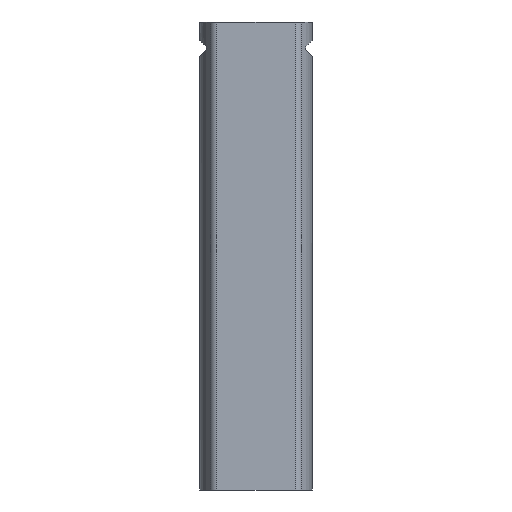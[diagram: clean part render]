
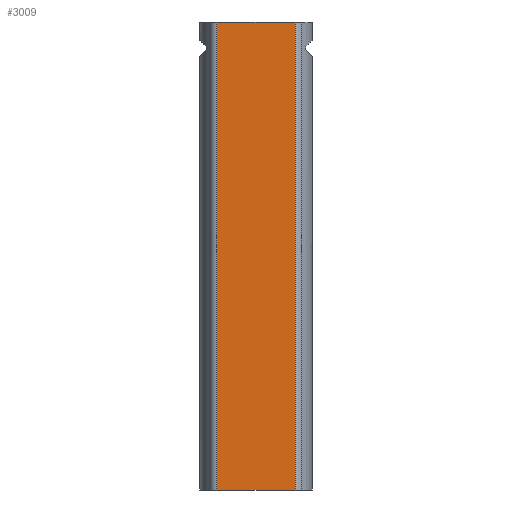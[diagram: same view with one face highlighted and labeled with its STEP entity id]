
A CAD part, left-side view. The second image highlights one B-rep face of the part: STEP entity #3009.
In plain terms, the highlighted planar face has unit normal (-1, 0, 0).
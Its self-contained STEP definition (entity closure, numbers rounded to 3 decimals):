
#335 = ORIENTED_EDGE ( 'NONE', *, *, #1136, .F. ) ;
#435 = ORIENTED_EDGE ( 'NONE', *, *, #4349, .T. ) ;
#551 = VERTEX_POINT ( 'NONE', #3910 ) ;
#562 = DIRECTION ( 'NONE',  ( 0., 0., 1. ) ) ;
#882 = CARTESIAN_POINT ( 'NONE',  ( -127.489, -35.521, 1000. ) ) ;
#1136 = EDGE_CURVE ( 'NONE', #3678, #3905, #4376, .T. ) ;
#1138 = VECTOR ( 'NONE', #2913, 1000. ) ;
#1256 = LINE ( 'NONE', #1551, #3213 ) ;
#1321 = AXIS2_PLACEMENT_3D ( 'NONE', #3177, #3158, #1457 ) ;
#1418 = PLANE ( 'NONE',  #1321 ) ;
#1457 = DIRECTION ( 'NONE',  ( 0., 1., 0. ) ) ;
#1550 = CARTESIAN_POINT ( 'NONE',  ( -127.489, -35.521, 1000. ) ) ;
#1551 = CARTESIAN_POINT ( 'NONE',  ( -127.489, 47.977, 1000. ) ) ;
#1641 = DIRECTION ( 'NONE',  ( 0., -1., 0. ) ) ;
#2049 = EDGE_CURVE ( 'NONE', #3678, #3720, #1256, .T. ) ;
#2248 = VECTOR ( 'NONE', #562, 1000. ) ;
#2305 = DIRECTION ( 'NONE',  ( 0., 0., -1. ) ) ;
#2310 = CARTESIAN_POINT ( 'NONE',  ( -127.489, 47.977, 1000. ) ) ;
#2663 = ORIENTED_EDGE ( 'NONE', *, *, #2049, .T. ) ;
#2666 = CARTESIAN_POINT ( 'NONE',  ( -127.489, 51.824, 1000. ) ) ;
#2691 = EDGE_CURVE ( 'NONE', #3720, #551, #3956, .T. ) ;
#2705 = VECTOR ( 'NONE', #1641, 1000. ) ;
#2913 = DIRECTION ( 'NONE',  ( 0., -1., 0. ) ) ;
#3009 = ADVANCED_FACE ( 'NONE', ( #3857 ), #1418, .F. ) ;
#3022 = CARTESIAN_POINT ( 'NONE',  ( -127.489, 47.977, 500. ) ) ;
#3158 = DIRECTION ( 'NONE',  ( 1., 0., 0. ) ) ;
#3177 = CARTESIAN_POINT ( 'NONE',  ( -127.489, 51.824, 1000. ) ) ;
#3213 = VECTOR ( 'NONE', #2305, 1000. ) ;
#3296 = ORIENTED_EDGE ( 'NONE', *, *, #2691, .T. ) ;
#3624 = LINE ( 'NONE', #882, #2248 ) ;
#3678 = VERTEX_POINT ( 'NONE', #2310 ) ;
#3720 = VERTEX_POINT ( 'NONE', #3022 ) ;
#3797 = EDGE_LOOP ( 'NONE', ( #3296, #435, #335, #2663 ) ) ;
#3857 = FACE_OUTER_BOUND ( 'NONE', #3797, .T. ) ;
#3905 = VERTEX_POINT ( 'NONE', #1550 ) ;
#3910 = CARTESIAN_POINT ( 'NONE',  ( -127.489, -35.521, 500. ) ) ;
#3956 = LINE ( 'NONE', #4231, #1138 ) ;
#4231 = CARTESIAN_POINT ( 'NONE',  ( -127.489, 51.824, 500. ) ) ;
#4349 = EDGE_CURVE ( 'NONE', #551, #3905, #3624, .T. ) ;
#4376 = LINE ( 'NONE', #2666, #2705 ) ;
